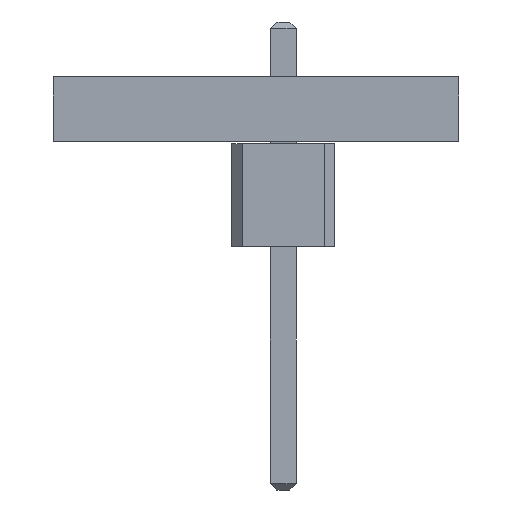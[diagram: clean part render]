
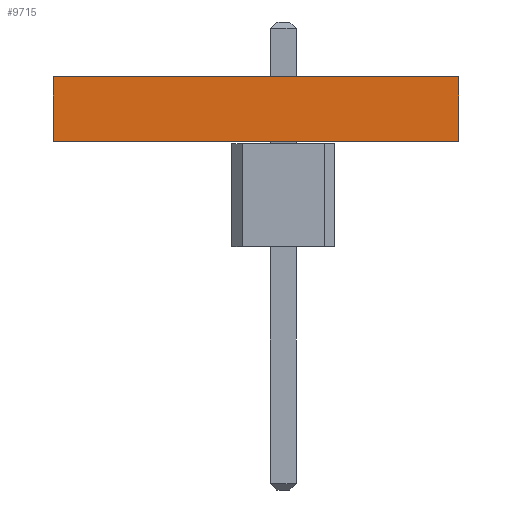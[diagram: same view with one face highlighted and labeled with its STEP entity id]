
A CAD part, left-side view. The second image highlights one B-rep face of the part: STEP entity #9715.
In plain terms, the highlighted planar face has unit normal (-1, 0, 0).
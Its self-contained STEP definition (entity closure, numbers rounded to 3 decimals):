
#9534 = PLANE('',#9535);
#9535 = AXIS2_PLACEMENT_3D('',#9536,#9537,#9538);
#9536 = CARTESIAN_POINT('',(114.25,-71.,0.));
#9537 = DIRECTION('',(0.,-1.,0.));
#9538 = DIRECTION('',(-1.,0.,0.));
#9559 = VERTEX_POINT('',#9560);
#9560 = CARTESIAN_POINT('',(93.25,-71.,1.6));
#9574 = PLANE('',#9575);
#9575 = AXIS2_PLACEMENT_3D('',#9576,#9577,#9578);
#9576 = CARTESIAN_POINT('',(103.75,-66.,1.6));
#9577 = DIRECTION('',(-0.,-0.,-1.));
#9578 = DIRECTION('',(-1.,0.,0.));
#9586 = EDGE_CURVE('',#9587,#9559,#9589,.T.);
#9587 = VERTEX_POINT('',#9588);
#9588 = CARTESIAN_POINT('',(93.25,-71.,0.));
#9589 = SURFACE_CURVE('',#9590,(#9594,#9601),.PCURVE_S1.);
#9590 = LINE('',#9591,#9592);
#9591 = CARTESIAN_POINT('',(93.25,-71.,0.));
#9592 = VECTOR('',#9593,1.);
#9593 = DIRECTION('',(0.,0.,1.));
#9594 = PCURVE('',#9534,#9595);
#9595 = DEFINITIONAL_REPRESENTATION('',(#9596),#9600);
#9596 = LINE('',#9597,#9598);
#9597 = CARTESIAN_POINT('',(21.,0.));
#9598 = VECTOR('',#9599,1.);
#9599 = DIRECTION('',(0.,-1.));
#9600 = ( GEOMETRIC_REPRESENTATION_CONTEXT(2) 
PARAMETRIC_REPRESENTATION_CONTEXT() REPRESENTATION_CONTEXT('2D SPACE',''
  ) );
#9601 = PCURVE('',#9602,#9607);
#9602 = PLANE('',#9603);
#9603 = AXIS2_PLACEMENT_3D('',#9604,#9605,#9606);
#9604 = CARTESIAN_POINT('',(93.25,-71.,0.));
#9605 = DIRECTION('',(-1.,0.,0.));
#9606 = DIRECTION('',(0.,1.,0.));
#9607 = DEFINITIONAL_REPRESENTATION('',(#9608),#9612);
#9608 = LINE('',#9609,#9610);
#9609 = CARTESIAN_POINT('',(0.,0.));
#9610 = VECTOR('',#9611,1.);
#9611 = DIRECTION('',(0.,-1.));
#9612 = ( GEOMETRIC_REPRESENTATION_CONTEXT(2) 
PARAMETRIC_REPRESENTATION_CONTEXT() REPRESENTATION_CONTEXT('2D SPACE',''
  ) );
#9628 = PLANE('',#9629);
#9629 = AXIS2_PLACEMENT_3D('',#9630,#9631,#9632);
#9630 = CARTESIAN_POINT('',(103.75,-66.,0.));
#9631 = DIRECTION('',(-0.,-0.,-1.));
#9632 = DIRECTION('',(-1.,0.,0.));
#9661 = PLANE('',#9662);
#9662 = AXIS2_PLACEMENT_3D('',#9663,#9664,#9665);
#9663 = CARTESIAN_POINT('',(93.25,-61.,0.));
#9664 = DIRECTION('',(0.,1.,0.));
#9665 = DIRECTION('',(1.,0.,0.));
#9715 = ADVANCED_FACE('',(#9716),#9602,.T.);
#9716 = FACE_BOUND('',#9717,.T.);
#9717 = EDGE_LOOP('',(#9718,#9719,#9742,#9765));
#9718 = ORIENTED_EDGE('',*,*,#9586,.T.);
#9719 = ORIENTED_EDGE('',*,*,#9720,.T.);
#9720 = EDGE_CURVE('',#9559,#9721,#9723,.T.);
#9721 = VERTEX_POINT('',#9722);
#9722 = CARTESIAN_POINT('',(93.25,-61.,1.6));
#9723 = SURFACE_CURVE('',#9724,(#9728,#9735),.PCURVE_S1.);
#9724 = LINE('',#9725,#9726);
#9725 = CARTESIAN_POINT('',(93.25,-71.,1.6));
#9726 = VECTOR('',#9727,1.);
#9727 = DIRECTION('',(0.,1.,0.));
#9728 = PCURVE('',#9602,#9729);
#9729 = DEFINITIONAL_REPRESENTATION('',(#9730),#9734);
#9730 = LINE('',#9731,#9732);
#9731 = CARTESIAN_POINT('',(0.,-1.6));
#9732 = VECTOR('',#9733,1.);
#9733 = DIRECTION('',(1.,0.));
#9734 = ( GEOMETRIC_REPRESENTATION_CONTEXT(2) 
PARAMETRIC_REPRESENTATION_CONTEXT() REPRESENTATION_CONTEXT('2D SPACE',''
  ) );
#9735 = PCURVE('',#9574,#9736);
#9736 = DEFINITIONAL_REPRESENTATION('',(#9737),#9741);
#9737 = LINE('',#9738,#9739);
#9738 = CARTESIAN_POINT('',(10.5,-5.));
#9739 = VECTOR('',#9740,1.);
#9740 = DIRECTION('',(0.,1.));
#9741 = ( GEOMETRIC_REPRESENTATION_CONTEXT(2) 
PARAMETRIC_REPRESENTATION_CONTEXT() REPRESENTATION_CONTEXT('2D SPACE',''
  ) );
#9742 = ORIENTED_EDGE('',*,*,#9743,.F.);
#9743 = EDGE_CURVE('',#9744,#9721,#9746,.T.);
#9744 = VERTEX_POINT('',#9745);
#9745 = CARTESIAN_POINT('',(93.25,-61.,0.));
#9746 = SURFACE_CURVE('',#9747,(#9751,#9758),.PCURVE_S1.);
#9747 = LINE('',#9748,#9749);
#9748 = CARTESIAN_POINT('',(93.25,-61.,0.));
#9749 = VECTOR('',#9750,1.);
#9750 = DIRECTION('',(0.,0.,1.));
#9751 = PCURVE('',#9602,#9752);
#9752 = DEFINITIONAL_REPRESENTATION('',(#9753),#9757);
#9753 = LINE('',#9754,#9755);
#9754 = CARTESIAN_POINT('',(10.,0.));
#9755 = VECTOR('',#9756,1.);
#9756 = DIRECTION('',(0.,-1.));
#9757 = ( GEOMETRIC_REPRESENTATION_CONTEXT(2) 
PARAMETRIC_REPRESENTATION_CONTEXT() REPRESENTATION_CONTEXT('2D SPACE',''
  ) );
#9758 = PCURVE('',#9661,#9759);
#9759 = DEFINITIONAL_REPRESENTATION('',(#9760),#9764);
#9760 = LINE('',#9761,#9762);
#9761 = CARTESIAN_POINT('',(0.,0.));
#9762 = VECTOR('',#9763,1.);
#9763 = DIRECTION('',(0.,-1.));
#9764 = ( GEOMETRIC_REPRESENTATION_CONTEXT(2) 
PARAMETRIC_REPRESENTATION_CONTEXT() REPRESENTATION_CONTEXT('2D SPACE',''
  ) );
#9765 = ORIENTED_EDGE('',*,*,#9766,.F.);
#9766 = EDGE_CURVE('',#9587,#9744,#9767,.T.);
#9767 = SURFACE_CURVE('',#9768,(#9772,#9779),.PCURVE_S1.);
#9768 = LINE('',#9769,#9770);
#9769 = CARTESIAN_POINT('',(93.25,-71.,0.));
#9770 = VECTOR('',#9771,1.);
#9771 = DIRECTION('',(0.,1.,0.));
#9772 = PCURVE('',#9602,#9773);
#9773 = DEFINITIONAL_REPRESENTATION('',(#9774),#9778);
#9774 = LINE('',#9775,#9776);
#9775 = CARTESIAN_POINT('',(0.,0.));
#9776 = VECTOR('',#9777,1.);
#9777 = DIRECTION('',(1.,0.));
#9778 = ( GEOMETRIC_REPRESENTATION_CONTEXT(2) 
PARAMETRIC_REPRESENTATION_CONTEXT() REPRESENTATION_CONTEXT('2D SPACE',''
  ) );
#9779 = PCURVE('',#9628,#9780);
#9780 = DEFINITIONAL_REPRESENTATION('',(#9781),#9785);
#9781 = LINE('',#9782,#9783);
#9782 = CARTESIAN_POINT('',(10.5,-5.));
#9783 = VECTOR('',#9784,1.);
#9784 = DIRECTION('',(0.,1.));
#9785 = ( GEOMETRIC_REPRESENTATION_CONTEXT(2) 
PARAMETRIC_REPRESENTATION_CONTEXT() REPRESENTATION_CONTEXT('2D SPACE',''
  ) );
